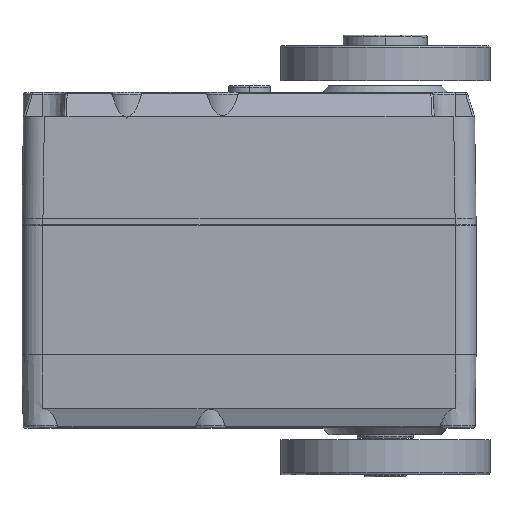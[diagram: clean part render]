
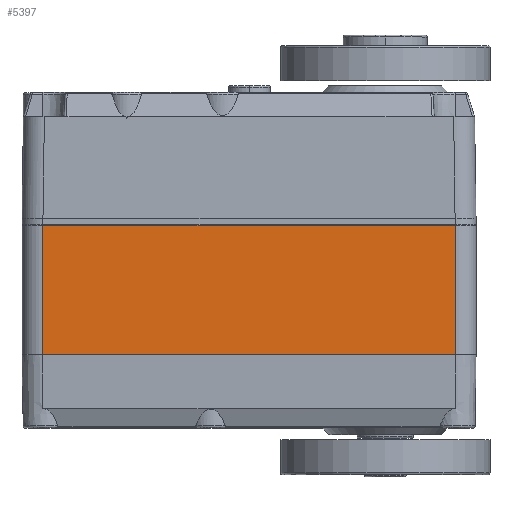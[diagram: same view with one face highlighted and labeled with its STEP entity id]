
A CAD part, top view. The second image highlights one B-rep face of the part: STEP entity #5397.
In plain terms, the highlighted planar face has unit normal (0, 0, 1).
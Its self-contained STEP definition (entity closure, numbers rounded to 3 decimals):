
#177 = CARTESIAN_POINT ( 'NONE',  ( -29.5, -2.5, 15. ) ) ;
#769 = CARTESIAN_POINT ( 'NONE',  ( -29.5, -21., 15. ) ) ;
#995 = EDGE_LOOP ( 'NONE', ( #11128, #3253, #18511, #12232 ) ) ;
#1424 = CARTESIAN_POINT ( 'NONE',  ( -32.5, -31., 15. ) ) ;
#1749 = VECTOR ( 'NONE', #20816, 1000. ) ;
#2265 = VECTOR ( 'NONE', #22754, 1000. ) ;
#2449 = VECTOR ( 'NONE', #8919, 1000. ) ;
#2630 = CARTESIAN_POINT ( 'NONE',  ( -29.5, -2.5, 15. ) ) ;
#3253 = ORIENTED_EDGE ( 'NONE', *, *, #21583, .F. ) ;
#3518 = LINE ( 'NONE', #26547, #24897 ) ;
#4271 = CARTESIAN_POINT ( 'NONE',  ( -29.5, -21., 15. ) ) ;
#5397 = ADVANCED_FACE ( 'NONE', ( #8706 ), #18242, .T. ) ;
#5792 = DIRECTION ( 'NONE',  ( 0., -1., 0. ) ) ;
#6048 = LINE ( 'NONE', #20578, #2449 ) ;
#6168 = AXIS2_PLACEMENT_3D ( 'NONE', #1424, #17806, #15528 ) ;
#6575 = LINE ( 'NONE', #2630, #1749 ) ;
#6830 = CARTESIAN_POINT ( 'NONE',  ( 29.5, -21., 15. ) ) ;
#8706 = FACE_OUTER_BOUND ( 'NONE', #995, .T. ) ;
#8919 = DIRECTION ( 'NONE',  ( 0., -1., 0. ) ) ;
#11128 = ORIENTED_EDGE ( 'NONE', *, *, #23579, .T. ) ;
#11649 = VERTEX_POINT ( 'NONE', #769 ) ;
#12232 = ORIENTED_EDGE ( 'NONE', *, *, #12385, .T. ) ;
#12385 = EDGE_CURVE ( 'NONE', #12742, #11649, #6048, .T. ) ;
#12742 = VERTEX_POINT ( 'NONE', #177 ) ;
#15528 = DIRECTION ( 'NONE',  ( 1., 0., 0. ) ) ;
#17806 = DIRECTION ( 'NONE',  ( 0., 0., 1. ) ) ;
#17982 = CARTESIAN_POINT ( 'NONE',  ( 29.5, -2.5, 15. ) ) ;
#18242 = PLANE ( 'NONE',  #6168 ) ;
#18511 = ORIENTED_EDGE ( 'NONE', *, *, #23206, .F. ) ;
#20578 = CARTESIAN_POINT ( 'NONE',  ( -29.5, -2.5, 15. ) ) ;
#20816 = DIRECTION ( 'NONE',  ( 1., 0., 0. ) ) ;
#21583 = EDGE_CURVE ( 'NONE', #25491, #28711, #3518, .T. ) ;
#22754 = DIRECTION ( 'NONE',  ( 1., 0., 0. ) ) ;
#23206 = EDGE_CURVE ( 'NONE', #12742, #25491, #6575, .T. ) ;
#23579 = EDGE_CURVE ( 'NONE', #11649, #28711, #25035, .T. ) ;
#24897 = VECTOR ( 'NONE', #5792, 1000. ) ;
#25035 = LINE ( 'NONE', #4271, #2265 ) ;
#25491 = VERTEX_POINT ( 'NONE', #17982 ) ;
#26547 = CARTESIAN_POINT ( 'NONE',  ( 29.5, -2.5, 15. ) ) ;
#28711 = VERTEX_POINT ( 'NONE', #6830 ) ;
